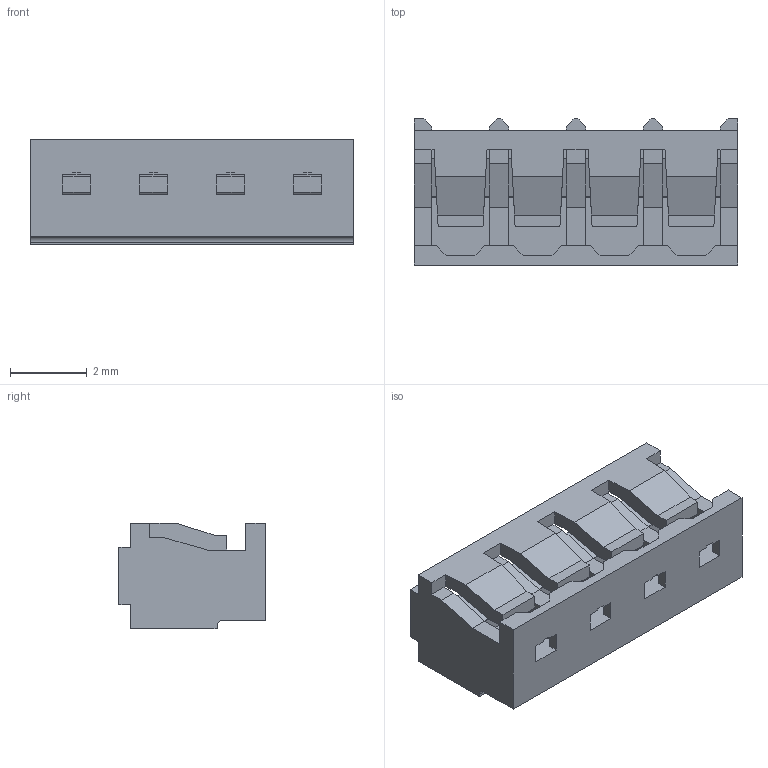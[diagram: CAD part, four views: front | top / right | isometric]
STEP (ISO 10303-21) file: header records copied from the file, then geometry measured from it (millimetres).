
FILE_DESCRIPTION((''),'2;1');
FILE_NAME('510150400','2010-04-13T',('pnb'),(''),'PRO/ENGINEER BY PARAMETRIC TECHNOLOGY CORPORATION, 2003451','PRO/ENGINEER BY PARAMETRIC TECHNOLOGY CORPORATION, 2003451','');
FILE_SCHEMA(('CONFIG_CONTROL_DESIGN'));
Length unit declared in the file: millimetre
Products named in the file (1): 510150400
Bounding box: 8.4 x 3.8 x 2.75 mm (x, y, z)
Volume: 50.1 mm3; surface area: 217 mm2
Topology: 1 solids, 1 shells, 219 faces, 686 edges, 464 vertices
Faces by surface type: plane 214, cylinder 5
Entity records: 7537 total; most frequent: CARTESIAN_POINT 1349, ORIENTED_EDGE 1342, DIRECTION 1146, EDGE_CURVE 671, VECTOR 668, LINE 668, VERTEX_POINT 442, AXIS2_PLACEMENT_3D 239
